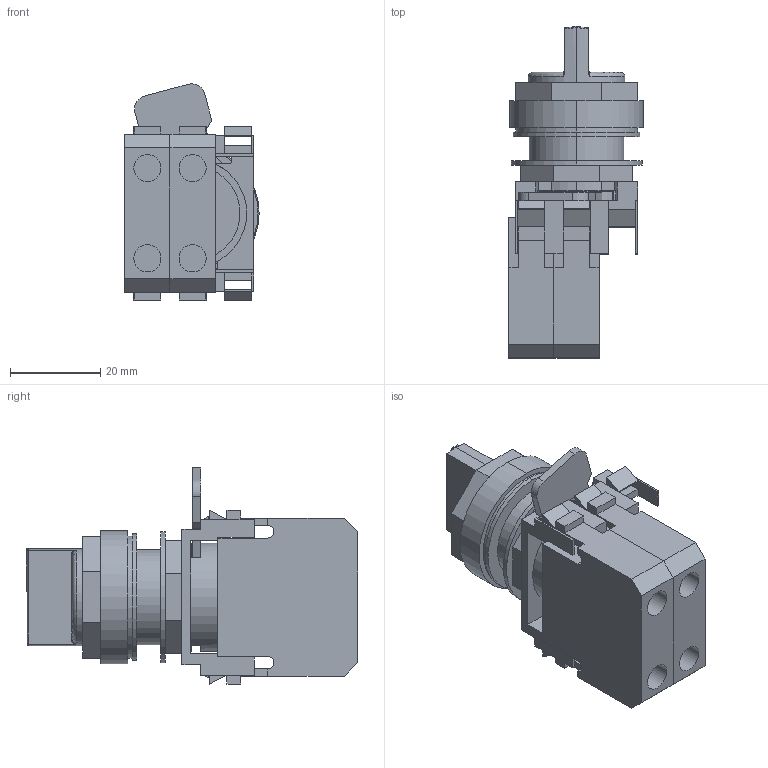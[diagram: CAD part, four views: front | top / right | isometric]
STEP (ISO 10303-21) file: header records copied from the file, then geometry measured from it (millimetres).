
FILE_DESCRIPTION (( 'STEP AP214' ), '1' );
FILE_NAME ('E22XBG1RR.step', '2018-07-05T19:37:38', ( '' ), ( '' ), 'SwSTEP 2.0', 'SolidWorks 2017', '' );
FILE_SCHEMA (( 'AUTOMOTIVE_DESIGN' ));
Length unit declared in the file: millimetre
Products named in the file (1): E22XBG1RR
Bounding box: 29.75 x 73.5 x 47.88 mm (x, y, z)
Volume: 39507.4 mm3; surface area: 20373.1 mm2
Topology: 8 solids, 8 shells, 285 faces, 783 edges, 504 vertices
Faces by surface type: plane 228, cylinder 48, torus 5, bspline 4
Entity records: 9774 total; most frequent: CARTESIAN_POINT 1851, ORIENTED_EDGE 1566, DIRECTION 1448, EDGE_CURVE 783, LINE 646, VECTOR 646, VERTEX_POINT 504, AXIS2_PLACEMENT_3D 401
